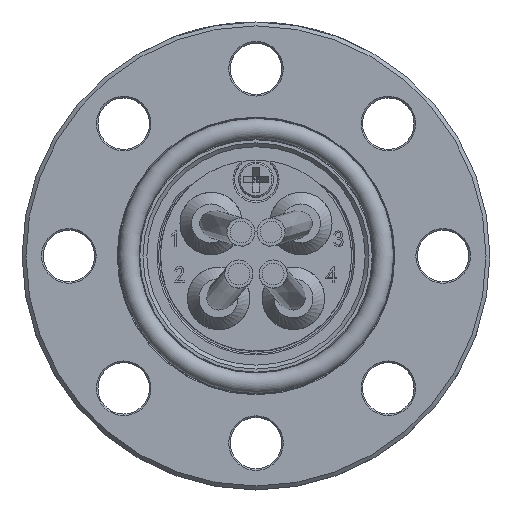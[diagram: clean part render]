
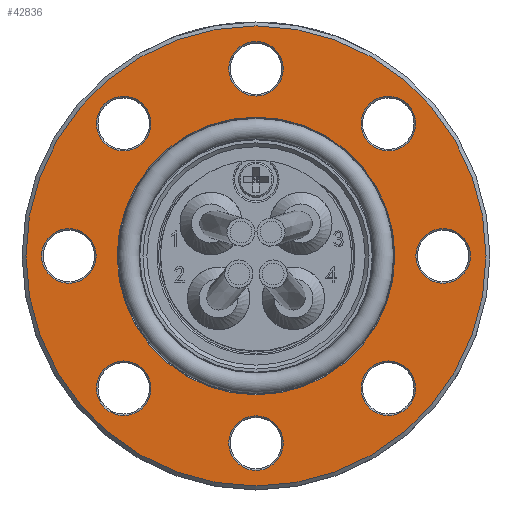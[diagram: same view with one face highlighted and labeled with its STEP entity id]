
A CAD part, top view. The second image highlights one B-rep face of the part: STEP entity #42836.
In plain terms, the highlighted planar face has unit normal (0, 0, 1).
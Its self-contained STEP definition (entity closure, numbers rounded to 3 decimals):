
#61 = ORIENTED_EDGE ( 'NONE', *, *, #46931, .T. ) ;
#1258 = CIRCLE ( 'NONE', #23198, 3.5 ) ;
#1482 = EDGE_LOOP ( 'NONE', ( #61 ) ) ;
#1823 = FACE_BOUND ( 'NONE', #10935, .T. ) ;
#3276 = DIRECTION ( 'NONE',  ( 1., 0., 0. ) ) ;
#4241 = CARTESIAN_POINT ( 'NONE',  ( 16.971, 16.971, 0. ) ) ;
#6104 = DIRECTION ( 'NONE',  ( 1., 0., 0. ) ) ;
#6244 = DIRECTION ( 'NONE',  ( 0., 0., 1. ) ) ;
#6454 = EDGE_CURVE ( 'NONE', #18576, #18576, #12468, .T. ) ;
#6730 = EDGE_CURVE ( 'NONE', #22698, #22698, #11618, .T. ) ;
#7307 = EDGE_LOOP ( 'NONE', ( #48670 ) ) ;
#7646 = EDGE_LOOP ( 'NONE', ( #25743 ) ) ;
#7666 = CARTESIAN_POINT ( 'NONE',  ( -13.471, 16.971, 0. ) ) ;
#8858 = ORIENTED_EDGE ( 'NONE', *, *, #45696, .T. ) ;
#9138 = CIRCLE ( 'NONE', #23173, 29.5 ) ;
#10368 = CARTESIAN_POINT ( 'NONE',  ( -16.971, -16.971, 0. ) ) ;
#10899 = DIRECTION ( 'NONE',  ( 0., 0., -1. ) ) ;
#10935 = EDGE_LOOP ( 'NONE', ( #27807 ) ) ;
#11306 = ORIENTED_EDGE ( 'NONE', *, *, #42632, .T. ) ;
#11618 = CIRCLE ( 'NONE', #42301, 3.5 ) ;
#12044 = VERTEX_POINT ( 'NONE', #7666 ) ;
#12468 = CIRCLE ( 'NONE', #31749, 17.8 ) ;
#12654 = AXIS2_PLACEMENT_3D ( 'NONE', #10368, #35604, #43869 ) ;
#12844 = CARTESIAN_POINT ( 'NONE',  ( 0., 0., 0. ) ) ;
#13378 = CARTESIAN_POINT ( 'NONE',  ( 29.5, 0., 0. ) ) ;
#13428 = AXIS2_PLACEMENT_3D ( 'NONE', #4241, #28411, #40786 ) ;
#13944 = FACE_OUTER_BOUND ( 'NONE', #1482, .T. ) ;
#14475 = FACE_BOUND ( 'NONE', #33542, .T. ) ;
#15017 = CARTESIAN_POINT ( 'NONE',  ( 24., 0., 0. ) ) ;
#15354 = CARTESIAN_POINT ( 'NONE',  ( 27.5, 0., 0. ) ) ;
#16428 = VERTEX_POINT ( 'NONE', #19743 ) ;
#16693 = VERTEX_POINT ( 'NONE', #25473 ) ;
#16724 = DIRECTION ( 'NONE',  ( 1., 0., 0. ) ) ;
#16812 = EDGE_LOOP ( 'NONE', ( #11306 ) ) ;
#17228 = CARTESIAN_POINT ( 'NONE',  ( -13.471, -16.971, 0. ) ) ;
#17761 = FACE_BOUND ( 'NONE', #30775, .T. ) ;
#18576 = VERTEX_POINT ( 'NONE', #23516 ) ;
#18622 = DIRECTION ( 'NONE',  ( 1., 0., 0. ) ) ;
#19743 = CARTESIAN_POINT ( 'NONE',  ( 3.5, -24., 0. ) ) ;
#21872 = VERTEX_POINT ( 'NONE', #17228 ) ;
#21877 = FACE_BOUND ( 'NONE', #16812, .T. ) ;
#22229 = CIRCLE ( 'NONE', #47679, 3.5 ) ;
#22698 = VERTEX_POINT ( 'NONE', #22957 ) ;
#22712 = FACE_BOUND ( 'NONE', #40913, .T. ) ;
#22957 = CARTESIAN_POINT ( 'NONE',  ( 3.5, 24., 0. ) ) ;
#23023 = CARTESIAN_POINT ( 'NONE',  ( 16.971, -16.971, 0. ) ) ;
#23173 = AXIS2_PLACEMENT_3D ( 'NONE', #12844, #33966, #54317 ) ;
#23198 = AXIS2_PLACEMENT_3D ( 'NONE', #15017, #10899, #23800 ) ;
#23516 = CARTESIAN_POINT ( 'NONE',  ( 17.8, 0., 0. ) ) ;
#23800 = DIRECTION ( 'NONE',  ( 1., 0., 0. ) ) ;
#25473 = CARTESIAN_POINT ( 'NONE',  ( 20.471, -16.971, 0. ) ) ;
#25743 = ORIENTED_EDGE ( 'NONE', *, *, #6730, .T. ) ;
#26577 = DIRECTION ( 'NONE',  ( 0., 0., -1. ) ) ;
#27095 = PLANE ( 'NONE',  #31066 ) ;
#27807 = ORIENTED_EDGE ( 'NONE', *, *, #43019, .T. ) ;
#28232 = DIRECTION ( 'NONE',  ( 1., 0., 0. ) ) ;
#28411 = DIRECTION ( 'NONE',  ( 0., 0., -1. ) ) ;
#30525 = DIRECTION ( 'NONE',  ( 0., 0., -1. ) ) ;
#30775 = EDGE_LOOP ( 'NONE', ( #39169 ) ) ;
#31066 = AXIS2_PLACEMENT_3D ( 'NONE', #43862, #6244, #34513 ) ;
#31213 = FACE_BOUND ( 'NONE', #31661, .T. ) ;
#31661 = EDGE_LOOP ( 'NONE', ( #8858 ) ) ;
#31749 = AXIS2_PLACEMENT_3D ( 'NONE', #37586, #37502, #16724 ) ;
#31941 = AXIS2_PLACEMENT_3D ( 'NONE', #23023, #39770, #28232 ) ;
#32022 = EDGE_CURVE ( 'NONE', #38967, #38967, #50227, .T. ) ;
#32364 = VERTEX_POINT ( 'NONE', #15354 ) ;
#33533 = ORIENTED_EDGE ( 'NONE', *, *, #34629, .T. ) ;
#33542 = EDGE_LOOP ( 'NONE', ( #33533 ) ) ;
#33966 = DIRECTION ( 'NONE',  ( 0., 0., 1. ) ) ;
#34513 = DIRECTION ( 'NONE',  ( 1., 0., 0. ) ) ;
#34629 = EDGE_CURVE ( 'NONE', #49652, #49652, #22229, .T. ) ;
#35321 = FACE_BOUND ( 'NONE', #42863, .T. ) ;
#35604 = DIRECTION ( 'NONE',  ( 0., 0., -1. ) ) ;
#35900 = CARTESIAN_POINT ( 'NONE',  ( 0., 24., 0. ) ) ;
#37352 = ORIENTED_EDGE ( 'NONE', *, *, #46678, .T. ) ;
#37502 = DIRECTION ( 'NONE',  ( 0., 0., -1. ) ) ;
#37586 = CARTESIAN_POINT ( 'NONE',  ( 0., 0., 0. ) ) ;
#38363 = VERTEX_POINT ( 'NONE', #13378 ) ;
#38369 = FACE_BOUND ( 'NONE', #7646, .T. ) ;
#38427 = DIRECTION ( 'NONE',  ( 1., 0., 0. ) ) ;
#38687 = CARTESIAN_POINT ( 'NONE',  ( -24., 0., 0. ) ) ;
#38967 = VERTEX_POINT ( 'NONE', #43370 ) ;
#39169 = ORIENTED_EDGE ( 'NONE', *, *, #32022, .T. ) ;
#39770 = DIRECTION ( 'NONE',  ( 0., 0., -1. ) ) ;
#40609 = CARTESIAN_POINT ( 'NONE',  ( -16.971, 16.971, 0. ) ) ;
#40679 = CIRCLE ( 'NONE', #47812, 3.5 ) ;
#40786 = DIRECTION ( 'NONE',  ( 1., 0., 0. ) ) ;
#40913 = EDGE_LOOP ( 'NONE', ( #37352 ) ) ;
#41144 = CARTESIAN_POINT ( 'NONE',  ( -20.5, 0., 0. ) ) ;
#41575 = CIRCLE ( 'NONE', #12654, 3.5 ) ;
#42076 = EDGE_CURVE ( 'NONE', #16428, #16428, #40679, .T. ) ;
#42301 = AXIS2_PLACEMENT_3D ( 'NONE', #35900, #26577, #18622 ) ;
#42564 = DIRECTION ( 'NONE',  ( 0., 0., -1. ) ) ;
#42632 = EDGE_CURVE ( 'NONE', #12044, #12044, #44212, .T. ) ;
#42836 = ADVANCED_FACE ( 'NONE', ( #13944, #21877, #14475, #31213, #47962, #22712, #1823, #17761, #38369, #35321 ), #27095, .T. ) ;
#42863 = EDGE_LOOP ( 'NONE', ( #46443 ) ) ;
#43019 = EDGE_CURVE ( 'NONE', #32364, #32364, #1258, .T. ) ;
#43370 = CARTESIAN_POINT ( 'NONE',  ( 20.471, 16.971, 0. ) ) ;
#43717 = CARTESIAN_POINT ( 'NONE',  ( 0., -24., 0. ) ) ;
#43862 = CARTESIAN_POINT ( 'NONE',  ( 0., 0., 0. ) ) ;
#43869 = DIRECTION ( 'NONE',  ( 1., 0., 0. ) ) ;
#44212 = CIRCLE ( 'NONE', #51217, 3.5 ) ;
#45696 = EDGE_CURVE ( 'NONE', #21872, #21872, #41575, .T. ) ;
#46443 = ORIENTED_EDGE ( 'NONE', *, *, #6454, .T. ) ;
#46678 = EDGE_CURVE ( 'NONE', #16693, #16693, #52102, .T. ) ;
#46931 = EDGE_CURVE ( 'NONE', #38363, #38363, #9138, .T. ) ;
#47679 = AXIS2_PLACEMENT_3D ( 'NONE', #38687, #42564, #38427 ) ;
#47812 = AXIS2_PLACEMENT_3D ( 'NONE', #43717, #30525, #6104 ) ;
#47962 = FACE_BOUND ( 'NONE', #7307, .T. ) ;
#48564 = DIRECTION ( 'NONE',  ( 0., 0., -1. ) ) ;
#48670 = ORIENTED_EDGE ( 'NONE', *, *, #42076, .T. ) ;
#49652 = VERTEX_POINT ( 'NONE', #41144 ) ;
#50227 = CIRCLE ( 'NONE', #13428, 3.5 ) ;
#51217 = AXIS2_PLACEMENT_3D ( 'NONE', #40609, #48564, #3276 ) ;
#52102 = CIRCLE ( 'NONE', #31941, 3.5 ) ;
#54317 = DIRECTION ( 'NONE',  ( 1., 0., 0. ) ) ;
